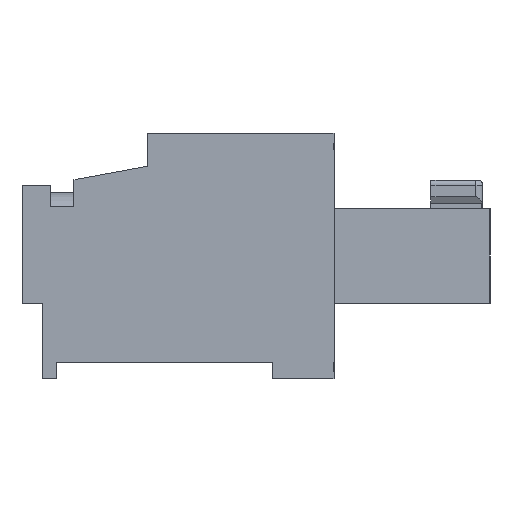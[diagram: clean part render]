
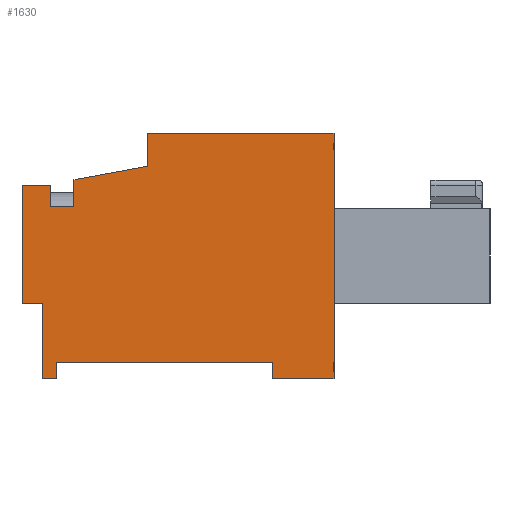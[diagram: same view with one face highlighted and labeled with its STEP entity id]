
A CAD part, front view. The second image highlights one B-rep face of the part: STEP entity #1630.
In plain terms, the highlighted planar face has unit normal (0, -1, 0).
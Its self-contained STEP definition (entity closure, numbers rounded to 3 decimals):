
#1630 = ADVANCED_FACE( '', ( #3438 ), #3439, .F. );
#3438 = FACE_OUTER_BOUND( '', #5797, .T. );
#3439 = PLANE( '', #5798 );
#5797 = EDGE_LOOP( '', ( #10403, #10404, #10405, #10406, #10407, #10408, #10409, #10410, #10411, #10412, #10413, #10414, #10415, #10416, #10417, #10418 ) );
#5798 = AXIS2_PLACEMENT_3D( '', #10419, #10420, #10421 );
#10403 = ORIENTED_EDGE( '', *, *, #12503, .F. );
#10404 = ORIENTED_EDGE( '', *, *, #11823, .T. );
#10405 = ORIENTED_EDGE( '', *, *, #13017, .T. );
#10406 = ORIENTED_EDGE( '', *, *, #12939, .T. );
#10407 = ORIENTED_EDGE( '', *, *, #12441, .F. );
#10408 = ORIENTED_EDGE( '', *, *, #12548, .T. );
#10409 = ORIENTED_EDGE( '', *, *, #12665, .T. );
#10410 = ORIENTED_EDGE( '', *, *, #12225, .F. );
#10411 = ORIENTED_EDGE( '', *, *, #13021, .T. );
#10412 = ORIENTED_EDGE( '', *, *, #12731, .T. );
#10413 = ORIENTED_EDGE( '', *, *, #13022, .F. );
#10414 = ORIENTED_EDGE( '', *, *, #11843, .T. );
#10415 = ORIENTED_EDGE( '', *, *, #11335, .T. );
#10416 = ORIENTED_EDGE( '', *, *, #12708, .F. );
#10417 = ORIENTED_EDGE( '', *, *, #13023, .T. );
#10418 = ORIENTED_EDGE( '', *, *, #13024, .T. );
#10419 = CARTESIAN_POINT( '', ( -6.3, -11.055, 0. ) );
#10420 = DIRECTION( '', ( 0., 1., 0. ) );
#10421 = DIRECTION( '', ( 0., 0., -1. ) );
#11335 = EDGE_CURVE( '', #13415, #13420, #13422, .T. );
#11823 = EDGE_CURVE( '', #14241, #14245, #14247, .T. );
#11843 = EDGE_CURVE( '', #14275, #13415, #14278, .T. );
#12225 = EDGE_CURVE( '', #14854, #14850, #14856, .T. );
#12441 = EDGE_CURVE( '', #15156, #15152, #15158, .T. );
#12503 = EDGE_CURVE( '', #14241, #15238, #15241, .T. );
#12548 = EDGE_CURVE( '', #15156, #15294, #15296, .T. );
#12665 = EDGE_CURVE( '', #15294, #14850, #15446, .T. );
#12708 = EDGE_CURVE( '', #15497, #13420, #15499, .T. );
#12731 = EDGE_CURVE( '', #15527, #15528, #15529, .T. );
#12939 = EDGE_CURVE( '', #15776, #15152, #15778, .T. );
#13017 = EDGE_CURVE( '', #14245, #15776, #15862, .T. );
#13021 = EDGE_CURVE( '', #14854, #15527, #15866, .T. );
#13022 = EDGE_CURVE( '', #14275, #15528, #15867, .T. );
#13023 = EDGE_CURVE( '', #15497, #15868, #15869, .T. );
#13024 = EDGE_CURVE( '', #15868, #15238, #15870, .T. );
#13415 = VERTEX_POINT( '', #16362 );
#13420 = VERTEX_POINT( '', #16369 );
#13422 = LINE( '', #16372, #16373 );
#14241 = VERTEX_POINT( '', #17475 );
#14245 = VERTEX_POINT( '', #17481 );
#14247 = LINE( '', #17484, #17485 );
#14275 = VERTEX_POINT( '', #17521 );
#14278 = LINE( '', #17526, #17527 );
#14850 = VERTEX_POINT( '', #18310 );
#14854 = VERTEX_POINT( '', #18316 );
#14856 = LINE( '', #18319, #18320 );
#15152 = VERTEX_POINT( '', #18732 );
#15156 = VERTEX_POINT( '', #18738 );
#15158 = LINE( '', #18741, #18742 );
#15238 = VERTEX_POINT( '', #18857 );
#15241 = LINE( '', #18862, #18863 );
#15294 = VERTEX_POINT( '', #18939 );
#15296 = LINE( '', #18942, #18943 );
#15446 = LINE( '', #19147, #19148 );
#15497 = VERTEX_POINT( '', #19220 );
#15499 = LINE( '', #19223, #19224 );
#15527 = VERTEX_POINT( '', #19261 );
#15528 = VERTEX_POINT( '', #19262 );
#15529 = LINE( '', #19263, #19264 );
#15776 = VERTEX_POINT( '', #19612 );
#15778 = LINE( '', #19615, #19616 );
#15862 = LINE( '', #19723, #19724 );
#15866 = LINE( '', #19728, #19729 );
#15867 = LINE( '', #19730, #19731 );
#15868 = VERTEX_POINT( '', #19732 );
#15869 = LINE( '', #19733, #19734 );
#15870 = LINE( '', #19735, #19736 );
#16362 = CARTESIAN_POINT( '', ( -13.2, -11.055, -2.2 ) );
#16369 = CARTESIAN_POINT( '', ( -13.2, -11.055, -7.2 ) );
#16372 = CARTESIAN_POINT( '', ( -13.2, -11.055, -10.4 ) );
#16373 = VECTOR( '', #20049, 1000. );
#17475 = CARTESIAN_POINT( '', ( -11.75, -11.055, -9.7 ) );
#17481 = CARTESIAN_POINT( '', ( -2.6, -11.055, -9.7 ) );
#17484 = CARTESIAN_POINT( '', ( -6.3, -11.055, -9.7 ) );
#17485 = VECTOR( '', #20639, 1000. );
#17521 = CARTESIAN_POINT( '', ( -12., -11.055, -2.2 ) );
#17526 = CARTESIAN_POINT( '', ( -14.1, -11.055, -2.2 ) );
#17527 = VECTOR( '', #20662, 1000. );
#18310 = CARTESIAN_POINT( '', ( -7.9, -11.055, -1.402 ) );
#18316 = CARTESIAN_POINT( '', ( -11., -11.055, -1.971 ) );
#18319 = CARTESIAN_POINT( '', ( -11.7, -11.055, -2.1 ) );
#18320 = VECTOR( '', #21090, 1000. );
#18732 = CARTESIAN_POINT( '', ( 0., -11.055, -10.4 ) );
#18738 = CARTESIAN_POINT( '', ( 0., -11.055, 0. ) );
#18741 = CARTESIAN_POINT( '', ( 0., -11.055, -9. ) );
#18742 = VECTOR( '', #21330, 1000. );
#18857 = CARTESIAN_POINT( '', ( -11.75, -11.055, -10.4 ) );
#18862 = CARTESIAN_POINT( '', ( -11.75, -11.055, -10.4 ) );
#18863 = VECTOR( '', #21404, 1000. );
#18939 = CARTESIAN_POINT( '', ( -7.9, -11.055, 0. ) );
#18942 = CARTESIAN_POINT( '', ( -13.3, -11.055, 0. ) );
#18943 = VECTOR( '', #21447, 1000. );
#19147 = CARTESIAN_POINT( '', ( -7.9, -11.055, 0. ) );
#19148 = VECTOR( '', #21568, 1000. );
#19220 = CARTESIAN_POINT( '', ( -12.35, -11.055, -7.2 ) );
#19223 = CARTESIAN_POINT( '', ( -13.2, -11.055, -7.2 ) );
#19224 = VECTOR( '', #21606, 1000. );
#19261 = CARTESIAN_POINT( '', ( -11., -11.055, -3.1 ) );
#19262 = CARTESIAN_POINT( '', ( -12., -11.055, -3.1 ) );
#19263 = CARTESIAN_POINT( '', ( -12.4, -11.055, -3.1 ) );
#19264 = VECTOR( '', #21628, 1000. );
#19612 = CARTESIAN_POINT( '', ( -2.6, -11.055, -10.4 ) );
#19615 = CARTESIAN_POINT( '', ( 0., -11.055, -10.4 ) );
#19616 = VECTOR( '', #21800, 1000. );
#19723 = CARTESIAN_POINT( '', ( -2.6, -11.055, -9. ) );
#19724 = VECTOR( '', #21851, 1000. );
#19728 = CARTESIAN_POINT( '', ( -11., -11.055, 0. ) );
#19729 = VECTOR( '', #21852, 1000. );
#19730 = CARTESIAN_POINT( '', ( -12., -11.055, -1.2 ) );
#19731 = VECTOR( '', #21853, 1000. );
#19732 = CARTESIAN_POINT( '', ( -12.35, -11.055, -10.4 ) );
#19733 = CARTESIAN_POINT( '', ( -12.35, -11.055, -10.4 ) );
#19734 = VECTOR( '', #21854, 1000. );
#19735 = CARTESIAN_POINT( '', ( -13.2, -11.055, -10.4 ) );
#19736 = VECTOR( '', #21855, 1000. );
#20049 = DIRECTION( '', ( 0., 0., -1. ) );
#20639 = DIRECTION( '', ( 1., 0., 0. ) );
#20662 = DIRECTION( '', ( -1., 0., 0. ) );
#21090 = DIRECTION( '', ( 0.984, 0., 0.181 ) );
#21330 = DIRECTION( '', ( 0., 0., -1. ) );
#21404 = DIRECTION( '', ( 0., 0., -1. ) );
#21447 = DIRECTION( '', ( -1., 0., 0. ) );
#21568 = DIRECTION( '', ( 0., 0., -1. ) );
#21606 = DIRECTION( '', ( -1., 0., 0. ) );
#21628 = DIRECTION( '', ( -1., 0., 0. ) );
#21800 = DIRECTION( '', ( 1., 0., 0. ) );
#21851 = DIRECTION( '', ( 0., 0., -1. ) );
#21852 = DIRECTION( '', ( 0., 0., -1. ) );
#21853 = DIRECTION( '', ( 0., 0., -1. ) );
#21854 = DIRECTION( '', ( 0., 0., -1. ) );
#21855 = DIRECTION( '', ( 1., 0., 0. ) );
